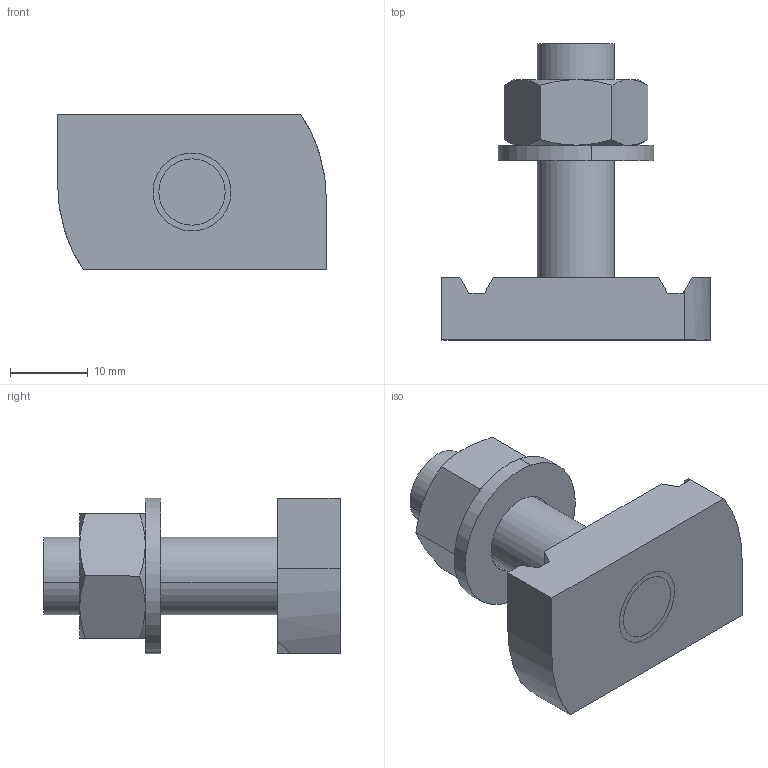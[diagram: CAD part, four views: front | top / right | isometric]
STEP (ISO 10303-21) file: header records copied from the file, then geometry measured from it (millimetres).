
FILE_DESCRIPTION (( 'STEP AP214' ), '1' );
FILE_NAME ('1148322_KSTP.stp', '2025-10-06T09:31:26', ( '' ), ( '' ), 'SwSTEP 2.0', 'SolidWorks 2024', '' );
FILE_SCHEMA (( 'AUTOMOTIVE_DESIGN' ));
Length unit declared in the file: millimetre
Products named in the file (5): 018962_Flache Scheibe ISO 7089 - 10; 018964_Hexagon Nut ISO - 4032 - M10 - D - N; P_0000010701_1_M10x30; 1148322_KSTP; P_0000010703_1_10-o. Kerbe
Assembly tree (4 placements, depth 2):
  1148322_KSTP
    P_0000010703_1_10-o. Kerbe
    P_0000010701_1_M10x30
    018964_Hexagon Nut ISO - 4032 - M10 - D - N
    018962_Flache Scheibe ISO 7089 - 10
Bounding box: 34.5 x 38 x 20 mm (x, y, z)
Volume: 9444.3 mm3; surface area: 5324 mm2
Topology: 4 solids, 4 shells, 50 faces, 114 edges, 72 vertices
Faces by surface type: plane 26, cylinder 12, cone 12
Entity records: 1652 total; most frequent: CARTESIAN_POINT 385, DIRECTION 238, ORIENTED_EDGE 228, EDGE_CURVE 114, AXIS2_PLACEMENT_3D 93, VERTEX_POINT 72, EDGE_LOOP 56, LINE 52
